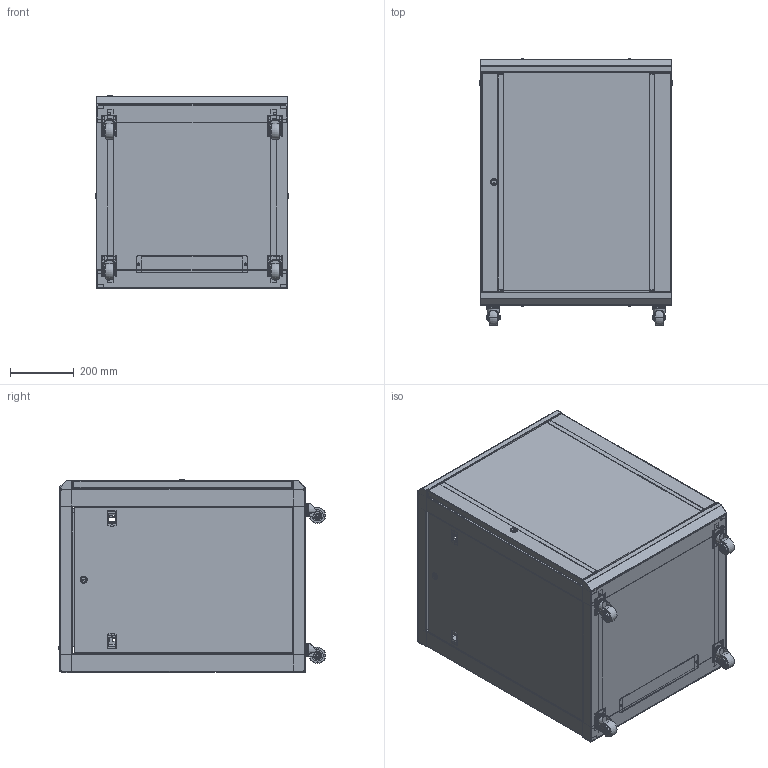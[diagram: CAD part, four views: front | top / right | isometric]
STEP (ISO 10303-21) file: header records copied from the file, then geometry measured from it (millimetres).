
FILE_DESCRIPTION (( 'STEP AP214' ), '1' );
FILE_NAME ('LC-SMA6615-W_3D.step', '2023-07-20T14:43:19', ( '' ), ( '' ), 'SwSTEP 2.0', 'SolidWorks 2022', '' );
FILE_SCHEMA (( 'AUTOMOTIVE_DESIGN' ));
Length unit declared in the file: millimetre
Products named in the file (40): latch, lock^door lock_Side Pnl Assy_LC-SMA6615-W; door frame^door assy_LC-SMA6615-W; Side Pnl Assy^LC-SMA6615-W; Back Pl^LC-SMA6615-W; latch, lock^Door Lock_door assy_LC-SMA6615-W; door lock^Side Pnl Assy_LC-SMA6615-W; CASTER^base assy_LC-SMA6615-W; cylinder, lock^door lock_Side Pnl Assy_LC-SMA6615-W; wshr, lock^Door Lock_door assy_LC-SMA6615-W; cable mgmt plate^top cover assy_LC-SMA6615-W; Top Cover 600 mm^top cover assy_LC-SMA6615-W; Hz Beam^LC-SMA6615-W; top cover assy^LC-SMA6615-W; Vt Mtg Rails^LC-SMA6615-W; door frame w lock^door assy_LC-SMA6615-W; base pnl subassy^base assy_LC-SMA6615-W; screw, Lock^Door Lock_door assy_LC-SMA6615-W; L Brkt^LC-SMA6615-W; nut, lock^Door Lock_door assy_LC-SMA6615-W; int lock-wshr, lock^door lock_Side Pnl Assy_LC-SMA6615-W; Door Lock^door assy_LC-SMA6615-W; cable mgmt plate^base pnl subassy_base assy_LC-SMA6615-W; Wall Mtg Pl^LC-SMA6615-W; Door Washer^LC-SMA6615-W; Frame Assy^LC-SMA6615-W; screw, Lock^door lock_Side Pnl Assy_LC-SMA6615-W; pan cross head_am_B18.6.7M - M4 x 0.7 x 5 Type I Cross Recessed PHMS --5N; base pnl 600 mm^base pnl subassy_base assy_LC-SMA6615-W; Side Panel^Side Pnl Assy_LC-SMA6615-W; hz member^Frame Assy_LC-SMA6615-W; Panel Latch^Side Pnl Assy_LC-SMA6615-W; Glass Panel^door assy_LC-SMA6615-W; cylinder, lock^Door Lock_door assy_LC-SMA6615-W; door assy^LC-SMA6615-W; wshr, lock^door lock_Side Pnl Assy_LC-SMA6615-W; vt member^Frame Assy_LC-SMA6615-W; base assy^LC-SMA6615-W; nut, lock^door lock_Side Pnl Assy_LC-SMA6615-W; LC-SMA6615-W_3D; int lock-wshr, lock^Door Lock_door assy_LC-SMA6615-W
Assembly tree (57 placements, depth 4):
  LC-SMA6615-W_3D
    base assy^LC-SMA6615-W
      base pnl subassy^base assy_LC-SMA6615-W
        base pnl 600 mm^base pnl subassy_base assy_LC-SMA6615-W
        cable mgmt plate^base pnl subassy_base assy_LC-SMA6615-W
        pan cross head_am_B18.6.7M - M4 x 0.7 x 5 Type I Cross Recessed PHMS --5N  x2
      CASTER^base assy_LC-SMA6615-W  x4
    Hz Beam^LC-SMA6615-W  x4
    Frame Assy^LC-SMA6615-W  x2
      hz member^Frame Assy_LC-SMA6615-W
      vt member^Frame Assy_LC-SMA6615-W
    Back Pl^LC-SMA6615-W
    Wall Mtg Pl^LC-SMA6615-W
    Vt Mtg Rails^LC-SMA6615-W  x4
    L Brkt^LC-SMA6615-W  x2
    Side Pnl Assy^LC-SMA6615-W  x2
      Side Panel^Side Pnl Assy_LC-SMA6615-W
      Panel Latch^Side Pnl Assy_LC-SMA6615-W
      door lock^Side Pnl Assy_LC-SMA6615-W
        cylinder, lock^door lock_Side Pnl Assy_LC-SMA6615-W
        latch, lock^door lock_Side Pnl Assy_LC-SMA6615-W
        nut, lock^door lock_Side Pnl Assy_LC-SMA6615-W
        wshr, lock^door lock_Side Pnl Assy_LC-SMA6615-W
        int lock-wshr, lock^door lock_Side Pnl Assy_LC-SMA6615-W
        screw, Lock^door lock_Side Pnl Assy_LC-SMA6615-W
    Door Washer^LC-SMA6615-W
    door assy^LC-SMA6615-W
      Glass Panel^door assy_LC-SMA6615-W
      Door Lock^door assy_LC-SMA6615-W
        cylinder, lock^Door Lock_door assy_LC-SMA6615-W
        latch, lock^Door Lock_door assy_LC-SMA6615-W
        nut, lock^Door Lock_door assy_LC-SMA6615-W
        wshr, lock^Door Lock_door assy_LC-SMA6615-W
        int lock-wshr, lock^Door Lock_door assy_LC-SMA6615-W
        screw, Lock^Door Lock_door assy_LC-SMA6615-W
      door frame w lock^door assy_LC-SMA6615-W
      door frame^door assy_LC-SMA6615-W
    top cover assy^LC-SMA6615-W
      Top Cover 600 mm^top cover assy_LC-SMA6615-W
      cable mgmt plate^top cover assy_LC-SMA6615-W
      pan cross head_am_B18.6.7M - M4 x 0.7 x 5 Type I Cross Recessed PHMS --5N  x2
Bounding box: 604 x 836.68 x 605.44 mm (x, y, z)
Volume: 4013600.4 mm3; surface area: 7209904.2 mm2
Topology: 61 solids, 67 shells, 5071 faces, 14333 edges, 9401 vertices
Faces by surface type: plane 3475, cylinder 1274, bspline 164, cone 134, torus 16, sphere 8
Entity records: 82740 total; most frequent: CARTESIAN_POINT 17772, ORIENTED_EDGE 12111, DIRECTION 11688, EDGE_CURVE 6074, LINE 4202, VECTOR 4202, VERTEX_POINT 3980, AXIS2_PLACEMENT_3D 3743
